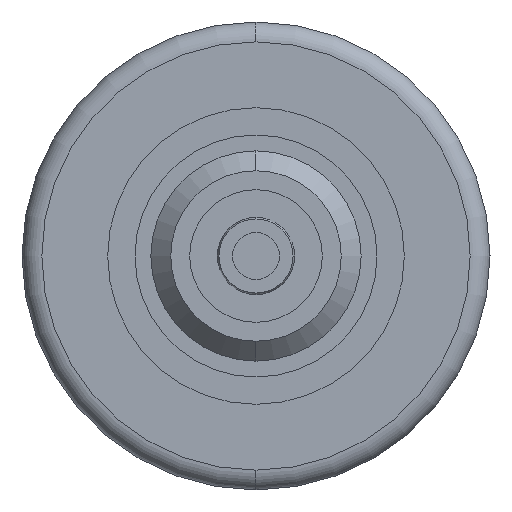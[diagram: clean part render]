
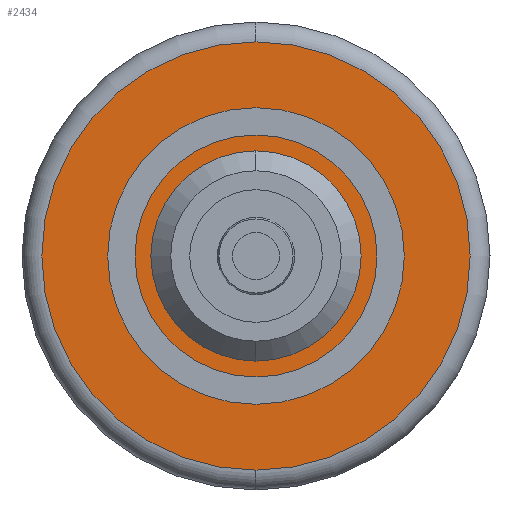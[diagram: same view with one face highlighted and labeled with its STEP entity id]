
A CAD part, left-side view. The second image highlights one B-rep face of the part: STEP entity #2434.
In plain terms, the highlighted planar face has unit normal (-1, 0, 0).
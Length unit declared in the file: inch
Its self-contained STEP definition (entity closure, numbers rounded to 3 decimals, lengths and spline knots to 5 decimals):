
#33 = FACE_BOUND ( 'NONE', #918, .T. ) ;
#119 = VERTEX_POINT ( 'NONE', #827 ) ;
#127 = CARTESIAN_POINT ( 'NONE',  ( -0.105, 0., 0. ) ) ;
#134 = DIRECTION ( 'NONE',  ( 0., 0., -1. ) ) ;
#145 = CARTESIAN_POINT ( 'NONE',  ( -0.105, 0., -0.108 ) ) ;
#183 = DIRECTION ( 'NONE',  ( -1., 0., 0. ) ) ;
#222 = CIRCLE ( 'NONE', #1117, 0.108 ) ;
#248 = DIRECTION ( 'NONE',  ( 0., 0., -1. ) ) ;
#467 = EDGE_LOOP ( 'NONE', ( #1171, #1370 ) ) ;
#493 = CARTESIAN_POINT ( 'NONE',  ( -0.105, 0., -0.053 ) ) ;
#495 = EDGE_CURVE ( 'NONE', #2505, #2401, #797, .T. ) ;
#545 = PLANE ( 'NONE',  #1131 ) ;
#631 = CIRCLE ( 'NONE', #1110, 0.108 ) ;
#751 = DIRECTION ( 'NONE',  ( 0., 0., -1. ) ) ;
#767 = EDGE_CURVE ( 'NONE', #119, #1427, #631, .T. ) ;
#797 = CIRCLE ( 'NONE', #1765, 0.053 ) ;
#827 = CARTESIAN_POINT ( 'NONE',  ( -0.105, 0., 0.108 ) ) ;
#859 = DIRECTION ( 'NONE',  ( -1., 0., 0. ) ) ;
#884 = DIRECTION ( 'NONE',  ( 0., 0., -1. ) ) ;
#918 = EDGE_LOOP ( 'NONE', ( #2427, #1954 ) ) ;
#1110 = AXIS2_PLACEMENT_3D ( 'NONE', #1464, #859, #248 ) ;
#1117 = AXIS2_PLACEMENT_3D ( 'NONE', #2142, #1119, #884 ) ;
#1119 = DIRECTION ( 'NONE',  ( -1., 0., 0. ) ) ;
#1123 = CIRCLE ( 'NONE', #1451, 0.053 ) ;
#1131 = AXIS2_PLACEMENT_3D ( 'NONE', #127, #1762, #134 ) ;
#1171 = ORIENTED_EDGE ( 'NONE', *, *, #1255, .T. ) ;
#1255 = EDGE_CURVE ( 'NONE', #1427, #119, #222, .T. ) ;
#1370 = ORIENTED_EDGE ( 'NONE', *, *, #767, .T. ) ;
#1427 = VERTEX_POINT ( 'NONE', #145 ) ;
#1451 = AXIS2_PLACEMENT_3D ( 'NONE', #2249, #183, #751 ) ;
#1464 = CARTESIAN_POINT ( 'NONE',  ( -0.105, 0., 0. ) ) ;
#1555 = CARTESIAN_POINT ( 'NONE',  ( -0.105, 0., 0.053 ) ) ;
#1657 = DIRECTION ( 'NONE',  ( -1., 0., 0. ) ) ;
#1762 = DIRECTION ( 'NONE',  ( 1., 0., 0. ) ) ;
#1765 = AXIS2_PLACEMENT_3D ( 'NONE', #2487, #1657, #2045 ) ;
#1954 = ORIENTED_EDGE ( 'NONE', *, *, #495, .F. ) ;
#2021 = FACE_OUTER_BOUND ( 'NONE', #467, .T. ) ;
#2045 = DIRECTION ( 'NONE',  ( 0., 0., -1. ) ) ;
#2142 = CARTESIAN_POINT ( 'NONE',  ( -0.105, 0., 0. ) ) ;
#2249 = CARTESIAN_POINT ( 'NONE',  ( -0.105, 0., 0. ) ) ;
#2401 = VERTEX_POINT ( 'NONE', #493 ) ;
#2427 = ORIENTED_EDGE ( 'NONE', *, *, #2508, .F. ) ;
#2434 = ADVANCED_FACE ( 'NONE', ( #2021, #33 ), #545, .F. ) ;
#2487 = CARTESIAN_POINT ( 'NONE',  ( -0.105, 0., 0. ) ) ;
#2505 = VERTEX_POINT ( 'NONE', #1555 ) ;
#2508 = EDGE_CURVE ( 'NONE', #2401, #2505, #1123, .T. ) ;
